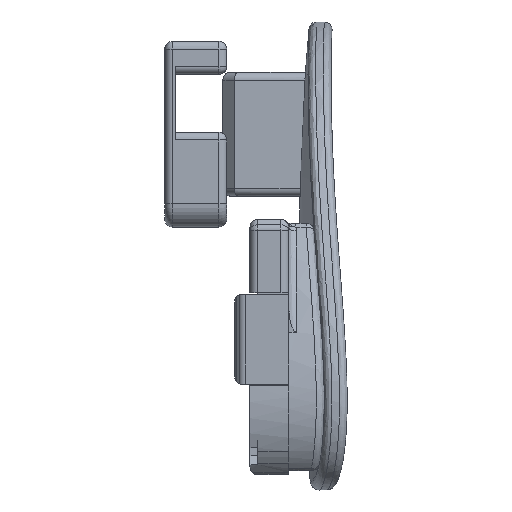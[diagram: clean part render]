
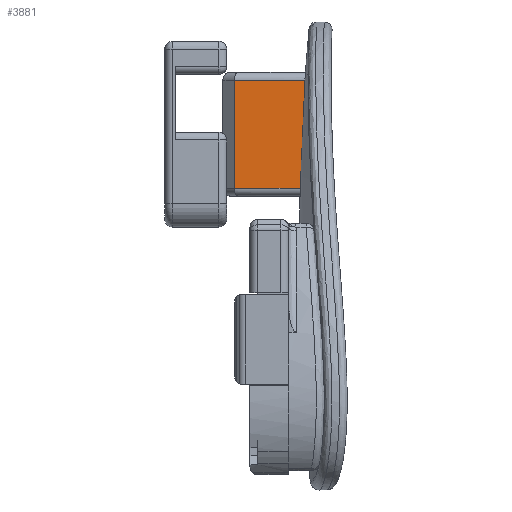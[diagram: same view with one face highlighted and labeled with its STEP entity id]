
A CAD part, left-side view. The second image highlights one B-rep face of the part: STEP entity #3881.
In plain terms, the highlighted planar face has unit normal (-1, 0, 0).
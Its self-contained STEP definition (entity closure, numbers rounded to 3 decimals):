
#39=PLANE('',#4116);
#300=LINE('',#10421,#588);
#307=LINE('',#10450,#595);
#311=LINE('',#10495,#599);
#588=VECTOR('',#4498,10.);
#595=VECTOR('',#4523,10.);
#599=VECTOR('',#4531,10.);
#896=FACE_OUTER_BOUND('',#1153,.T.);
#1153=EDGE_LOOP('',(#2808,#2809,#2810,#2811));
#1552=B_SPLINE_CURVE_WITH_KNOTS('',3,(#10491,#10492,#10493,#10494),
 .UNSPECIFIED.,.F.,.F.,(4,4),(-1.58,-0.151),
 .UNSPECIFIED.);
#1703=VERTEX_POINT('',#10396);
#1706=VERTEX_POINT('',#10404);
#1713=VERTEX_POINT('',#10443);
#1715=VERTEX_POINT('',#10449);
#2104=EDGE_CURVE('',#1706,#1703,#300,.T.);
#2116=EDGE_CURVE('',#1713,#1715,#307,.T.);
#2122=EDGE_CURVE('',#1715,#1706,#1552,.T.);
#2123=EDGE_CURVE('',#1703,#1713,#311,.T.);
#2808=ORIENTED_EDGE('',*,*,#2104,.F.);
#2809=ORIENTED_EDGE('',*,*,#2122,.F.);
#2810=ORIENTED_EDGE('',*,*,#2116,.F.);
#2811=ORIENTED_EDGE('',*,*,#2123,.F.);
#3881=ADVANCED_FACE('',(#896),#39,.T.);
#4116=AXIS2_PLACEMENT_3D('',#10490,#4529,#4530);
#4498=DIRECTION('',(0.,1.,0.));
#4523=DIRECTION('',(0.,-1.,0.));
#4529=DIRECTION('center_axis',(-1.,0.,0.));
#4530=DIRECTION('ref_axis',(0.,0.,1.));
#4531=DIRECTION('',(0.,0.,1.));
#10396=CARTESIAN_POINT('',(-5.956,19.,40.));
#10404=CARTESIAN_POINT('',(-5.956,10.495,40.));
#10421=CARTESIAN_POINT('',(-5.956,12.,40.));
#10443=CARTESIAN_POINT('',(-5.956,19.,54.));
#10449=CARTESIAN_POINT('',(-5.956,9.894,54.));
#10450=CARTESIAN_POINT('',(-5.956,12.,54.));
#10490=CARTESIAN_POINT('Origin',(-5.956,12.,39.));
#10491=CARTESIAN_POINT('Ctrl Pts',(-5.956,9.894,54.));
#10492=CARTESIAN_POINT('Ctrl Pts',(-5.956,10.241,49.324));
#10493=CARTESIAN_POINT('Ctrl Pts',(-5.956,10.435,44.732));
#10494=CARTESIAN_POINT('Ctrl Pts',(-5.956,10.495,40.));
#10495=CARTESIAN_POINT('',(-5.956,19.,43.));
